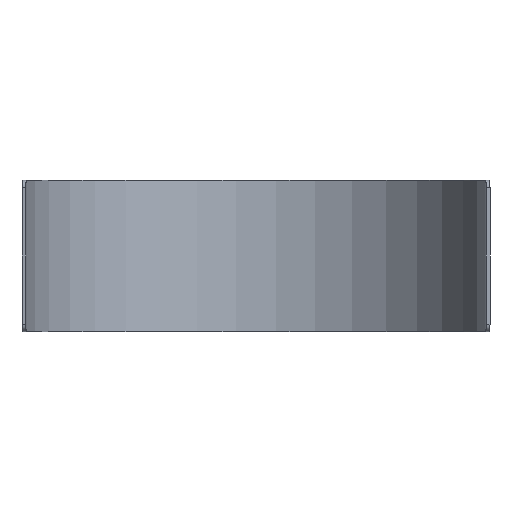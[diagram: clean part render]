
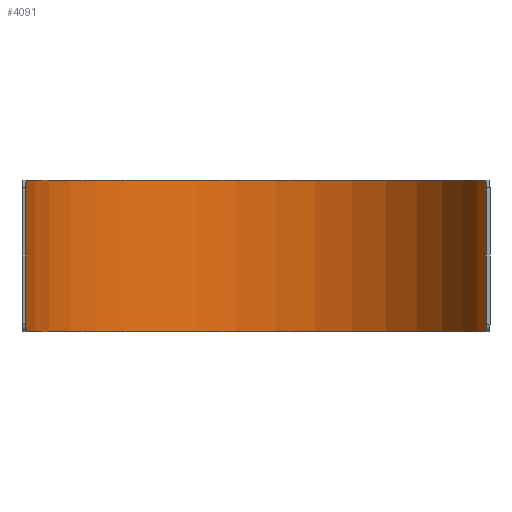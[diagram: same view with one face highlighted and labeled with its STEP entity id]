
A CAD part, front view. The second image highlights one B-rep face of the part: STEP entity #4091.
In plain terms, the highlighted cylindrical face has radius 30.5 mm (diameter 61 mm), a partial arc.
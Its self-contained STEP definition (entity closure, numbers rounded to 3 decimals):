
#87 = CARTESIAN_POINT ( 'NONE',  ( -30.311, 3.393, 9.974 ) ) ;
#99 = EDGE_CURVE ( 'NONE', #2916, #1666, #4217, .T. ) ;
#169 = CARTESIAN_POINT ( 'NONE',  ( 30.312, 3.391, 10. ) ) ;
#180 = CARTESIAN_POINT ( 'NONE',  ( 30.384, 2.658, -9. ) ) ;
#328 = CARTESIAN_POINT ( 'NONE',  ( 30.384, 2.658, 10. ) ) ;
#487 = ORIENTED_EDGE ( 'NONE', *, *, #99, .T. ) ;
#558 = CARTESIAN_POINT ( 'NONE',  ( 30.375, 2.767, -9.523 ) ) ;
#668 = AXIS2_PLACEMENT_3D ( 'NONE', #4341, #2593, #6562 ) ;
#849 = VERTEX_POINT ( 'NONE', #5923 ) ;
#899 = CIRCLE ( 'NONE', #668, 30.5 ) ;
#957 = CARTESIAN_POINT ( 'NONE',  ( 30.384, 2.658, 9. ) ) ;
#1053 = ORIENTED_EDGE ( 'NONE', *, *, #6776, .T. ) ;
#1107 = EDGE_LOOP ( 'NONE', ( #4543, #487, #1196, #1877, #3204, #6195, #1053, #6294 ) ) ;
#1181 = CARTESIAN_POINT ( 'NONE',  ( 30.296, 3.522, -10. ) ) ;
#1196 = ORIENTED_EDGE ( 'NONE', *, *, #6548, .F. ) ;
#1264 = CARTESIAN_POINT ( 'NONE',  ( 30.339, 3.133, 9.891 ) ) ;
#1357 = CARTESIAN_POINT ( 'NONE',  ( -30.28, 3.653, 10. ) ) ;
#1666 = VERTEX_POINT ( 'NONE', #7171 ) ;
#1680 = CARTESIAN_POINT ( 'NONE',  ( -30.366, 2.858, -9.615 ) ) ;
#1714 = CARTESIAN_POINT ( 'NONE',  ( -30.382, 2.684, -9.262 ) ) ;
#1754 = CARTESIAN_POINT ( 'NONE',  ( -30.384, 2.658, 9. ) ) ;
#1788 = B_SPLINE_CURVE_WITH_KNOTS ( 'NONE', 3,
 ( #6131, #3334, #1714, #4523, #1680, #6204, #3941, #6166 ),
 .UNSPECIFIED., .F., .F.,
 ( 4, 2, 2, 4 ),
 ( 0., 0., 0.001, 0.002 ),
 .UNSPECIFIED. ) ;
#1841 = CARTESIAN_POINT ( 'NONE',  ( 30.384, 2.658, 9.132 ) ) ;
#1852 = DIRECTION ( 'NONE',  ( 0., 0., -1. ) ) ;
#1877 = ORIENTED_EDGE ( 'NONE', *, *, #4001, .T. ) ;
#1933 = VECTOR ( 'NONE', #5868, 1000. ) ;
#1950 = DIRECTION ( 'NONE',  ( -1., 0., 0. ) ) ;
#1988 = LINE ( 'NONE', #328, #4845 ) ;
#2219 = EDGE_CURVE ( 'NONE', #2916, #4114, #1988, .T. ) ;
#2266 = EDGE_CURVE ( 'NONE', #3892, #849, #6866, .T. ) ;
#2300 = CARTESIAN_POINT ( 'NONE',  ( -30.337, 3.152, 9.874 ) ) ;
#2593 = DIRECTION ( 'NONE',  ( 0., 0., -1. ) ) ;
#2842 = B_SPLINE_CURVE_WITH_KNOTS ( 'NONE', 3,
 ( #2930, #1181, #2897, #3400, #6738, #558, #5619, #5145 ),
 .UNSPECIFIED., .F., .F.,
 ( 4, 2, 2, 4 ),
 ( 0., 0., 0.001, 0.002 ),
 .UNSPECIFIED. ) ;
#2873 = CARTESIAN_POINT ( 'NONE',  ( 30.28, 3.653, 10. ) ) ;
#2897 = CARTESIAN_POINT ( 'NONE',  ( 30.311, 3.393, -9.974 ) ) ;
#2916 = VERTEX_POINT ( 'NONE', #957 ) ;
#2930 = CARTESIAN_POINT ( 'NONE',  ( 30.28, 3.653, -10. ) ) ;
#2943 = CARTESIAN_POINT ( 'NONE',  ( 30.384, 2.658, 9. ) ) ;
#3043 = CARTESIAN_POINT ( 'NONE',  ( -30.296, 3.522, 10. ) ) ;
#3153 = CARTESIAN_POINT ( 'NONE',  ( -30.375, 2.767, 9.523 ) ) ;
#3204 = ORIENTED_EDGE ( 'NONE', *, *, #2266, .T. ) ;
#3334 = CARTESIAN_POINT ( 'NONE',  ( -30.384, 2.658, -9.132 ) ) ;
#3357 = FACE_OUTER_BOUND ( 'NONE', #1107, .T. ) ;
#3400 = CARTESIAN_POINT ( 'NONE',  ( 30.337, 3.152, -9.874 ) ) ;
#3451 = CARTESIAN_POINT ( 'NONE',  ( 30.382, 2.684, 9.262 ) ) ;
#3496 = CARTESIAN_POINT ( 'NONE',  ( 0., 0., 10. ) ) ;
#3892 = VERTEX_POINT ( 'NONE', #1754 ) ;
#3941 = CARTESIAN_POINT ( 'NONE',  ( -30.312, 3.391, -10. ) ) ;
#3993 = DIRECTION ( 'NONE',  ( -1., 0., 0. ) ) ;
#4001 = EDGE_CURVE ( 'NONE', #5067, #3892, #4145, .T. ) ;
#4091 = ADVANCED_FACE ( 'NONE', ( #3357 ), #6151, .F. ) ;
#4114 = VERTEX_POINT ( 'NONE', #180 ) ;
#4131 = CARTESIAN_POINT ( 'NONE',  ( -30.384, 2.658, 10. ) ) ;
#4142 = AXIS2_PLACEMENT_3D ( 'NONE', #6865, #6941, #1950 ) ;
#4145 = B_SPLINE_CURVE_WITH_KNOTS ( 'NONE', 3,
 ( #1357, #3043, #87, #2300, #6741, #3153, #5988, #6454 ),
 .UNSPECIFIED., .F., .F.,
 ( 4, 2, 2, 4 ),
 ( 0., 0., 0.001, 0.002 ),
 .UNSPECIFIED. ) ;
#4217 = B_SPLINE_CURVE_WITH_KNOTS ( 'NONE', 3,
 ( #2943, #1841, #3451, #5158, #4649, #1264, #169, #2873 ),
 .UNSPECIFIED., .F., .F.,
 ( 4, 2, 2, 4 ),
 ( 0., 0., 0.001, 0.002 ),
 .UNSPECIFIED. ) ;
#4341 = CARTESIAN_POINT ( 'NONE',  ( 0., 0., 10. ) ) ;
#4523 = CARTESIAN_POINT ( 'NONE',  ( -30.373, 2.784, -9.504 ) ) ;
#4543 = ORIENTED_EDGE ( 'NONE', *, *, #2219, .F. ) ;
#4649 = CARTESIAN_POINT ( 'NONE',  ( 30.366, 2.858, 9.615 ) ) ;
#4732 = CIRCLE ( 'NONE', #4142, 30.5 ) ;
#4845 = VECTOR ( 'NONE', #5937, 1000. ) ;
#4986 = VERTEX_POINT ( 'NONE', #5829 ) ;
#5058 = VERTEX_POINT ( 'NONE', #5202 ) ;
#5067 = VERTEX_POINT ( 'NONE', #6327 ) ;
#5145 = CARTESIAN_POINT ( 'NONE',  ( 30.384, 2.658, -9. ) ) ;
#5158 = CARTESIAN_POINT ( 'NONE',  ( 30.373, 2.784, 9.504 ) ) ;
#5202 = CARTESIAN_POINT ( 'NONE',  ( 30.28, 3.653, -10. ) ) ;
#5488 = EDGE_CURVE ( 'NONE', #849, #4986, #1788, .T. ) ;
#5521 = EDGE_CURVE ( 'NONE', #5058, #4114, #2842, .T. ) ;
#5619 = CARTESIAN_POINT ( 'NONE',  ( 30.384, 2.658, -9.264 ) ) ;
#5829 = CARTESIAN_POINT ( 'NONE',  ( -30.28, 3.653, -10. ) ) ;
#5868 = DIRECTION ( 'NONE',  ( 0., 0., -1. ) ) ;
#5923 = CARTESIAN_POINT ( 'NONE',  ( -30.384, 2.658, -9. ) ) ;
#5937 = DIRECTION ( 'NONE',  ( 0., 0., -1. ) ) ;
#5988 = CARTESIAN_POINT ( 'NONE',  ( -30.384, 2.658, 9.264 ) ) ;
#6131 = CARTESIAN_POINT ( 'NONE',  ( -30.384, 2.658, -9. ) ) ;
#6151 = CYLINDRICAL_SURFACE ( 'NONE', #6582, 30.5 ) ;
#6166 = CARTESIAN_POINT ( 'NONE',  ( -30.28, 3.653, -10. ) ) ;
#6195 = ORIENTED_EDGE ( 'NONE', *, *, #5488, .T. ) ;
#6204 = CARTESIAN_POINT ( 'NONE',  ( -30.339, 3.133, -9.891 ) ) ;
#6294 = ORIENTED_EDGE ( 'NONE', *, *, #5521, .T. ) ;
#6327 = CARTESIAN_POINT ( 'NONE',  ( -30.28, 3.653, 10. ) ) ;
#6454 = CARTESIAN_POINT ( 'NONE',  ( -30.384, 2.658, 9. ) ) ;
#6548 = EDGE_CURVE ( 'NONE', #5067, #1666, #899, .T. ) ;
#6562 = DIRECTION ( 'NONE',  ( -1., 0., 0. ) ) ;
#6582 = AXIS2_PLACEMENT_3D ( 'NONE', #3496, #1852, #3993 ) ;
#6738 = CARTESIAN_POINT ( 'NONE',  ( 30.348, 3.042, -9.8 ) ) ;
#6741 = CARTESIAN_POINT ( 'NONE',  ( -30.348, 3.042, 9.8 ) ) ;
#6776 = EDGE_CURVE ( 'NONE', #4986, #5058, #4732, .T. ) ;
#6865 = CARTESIAN_POINT ( 'NONE',  ( 0., 0., -10. ) ) ;
#6866 = LINE ( 'NONE', #4131, #1933 ) ;
#6941 = DIRECTION ( 'NONE',  ( 0., 0., -1. ) ) ;
#7171 = CARTESIAN_POINT ( 'NONE',  ( 30.28, 3.653, 10. ) ) ;
